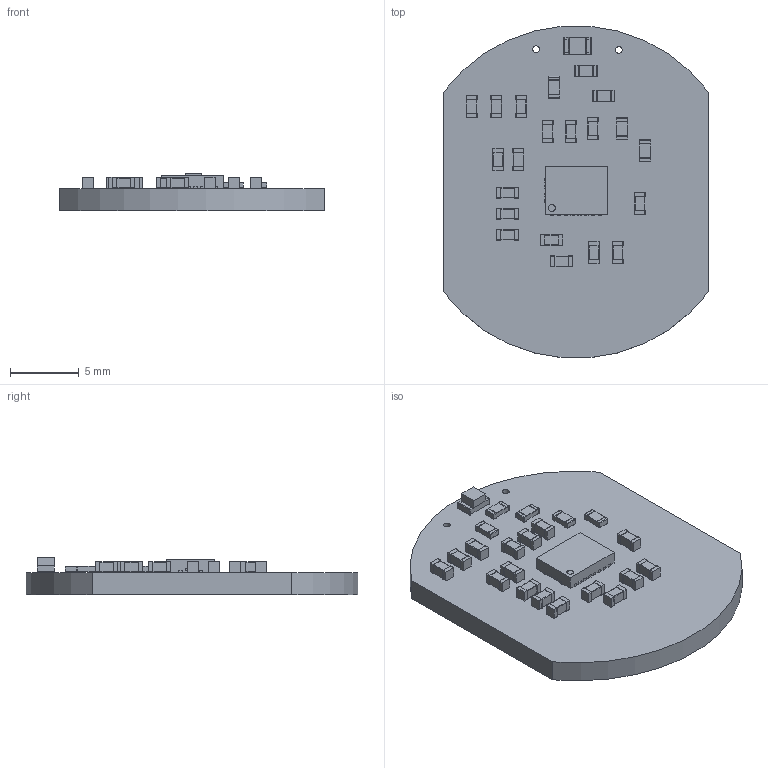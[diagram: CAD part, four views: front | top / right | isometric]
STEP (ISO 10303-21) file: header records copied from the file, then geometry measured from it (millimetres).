
FILE_DESCRIPTION(('KiCad electronic assembly'),'2;1');
FILE_NAME('powercoin.step','2022-06-12T21:53:22',('Pcbnew'),('Kicad'), 'Open CASCADE STEP processor 7.6','KiCad to STEP converter','Unknown' );
FILE_SCHEMA(('AUTOMOTIVE_DESIGN { 1 0 10303 214 1 1 1 1 }'));
Length unit declared in the file: millimetre
Products named in the file (10): powercoin 1; C_0603_1608Metric; SOLID; vqfn_20; R_0603_1608Metric; LED_0805_2012Metric; powercoin PCB
Assembly tree (28 placements, depth 3):
  powercoin 1
    C_0603_1608Metric  x16
      SOLID
    vqfn_20
      SOLID
    R_0603_1608Metric  x5
      SOLID
    LED_0805_2012Metric
      SOLID
    powercoin PCB
Bounding box: 19.25 x 24.05 x 2.75 mm (x, y, z)
Volume: 688.3 mm3; surface area: 1122.9 mm2
Topology: 24 solids, 24 shells, 793 faces, 2090 edges, 1384 vertices
Faces by surface type: bspline 785, cylinder 4, plane 4
Full cylindrical faces by diameter (mm): 0.5 x2
Entity records: 17492 total; most frequent: CARTESIAN_POINT 6783, B_SPLINE_CURVE_WITH_KNOTS 1952, ORIENTED_EDGE 1476, PCURVE 1476, DEFINITIONAL_REPRESENTATION 1476, EDGE_CURVE 738, SURFACE_CURVE 736, VERTEX_POINT 488
